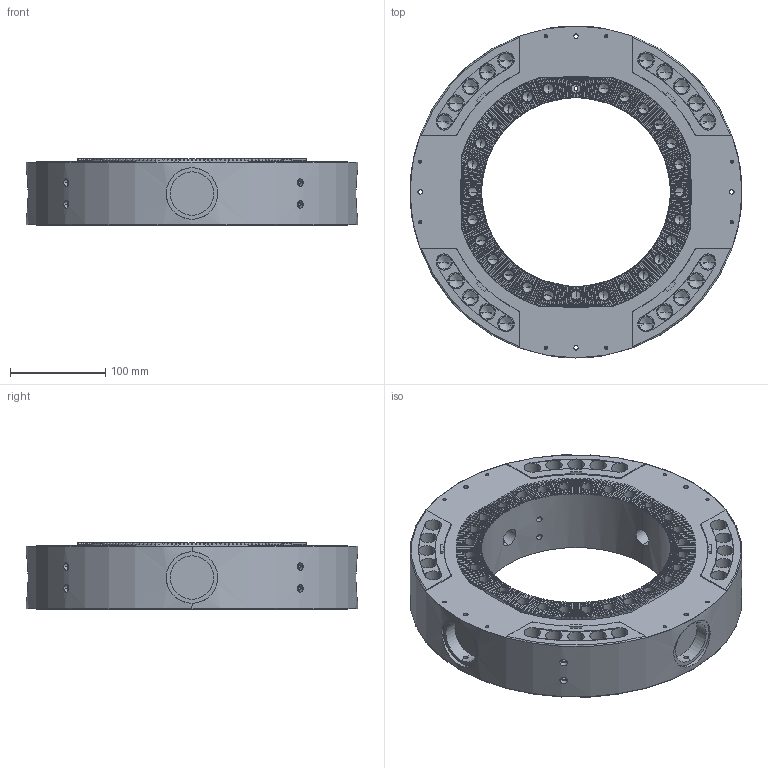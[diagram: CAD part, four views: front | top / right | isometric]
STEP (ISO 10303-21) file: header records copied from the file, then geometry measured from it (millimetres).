
FILE_DESCRIPTION (( 'STEP AP214' ), '1' );
FILE_NAME ('SWIFT_40T_100-363-718.step', '2017-11-07T19:14:21', ( '' ), ( '' ), 'SwSTEP 2.0', 'SolidWorks 2016', '' );
FILE_SCHEMA (( 'AUTOMOTIVE_DESIGN' ));
Length unit declared in the file: inch
Products named in the file (1): SWIFT_40T_100-363-718
Bounding box: 349.25 x 349.25 x 70.48 mm (x, y, z)
Volume: 3749064.3 mm3; surface area: 406570.7 mm2
Topology: 1 solids, 1 shells, 2027 faces, 5556 edges, 3565 vertices
Faces by surface type: cylinder 846, plane 781, cone 396, torus 4
Entity records: 71323 total; most frequent: CARTESIAN_POINT 25356, ORIENTED_EDGE 10840, DIRECTION 8307, EDGE_CURVE 5420, VERTEX_POINT 3565, AXIS2_PLACEMENT_3D 3392, EDGE_LOOP 2241, ADVANCED_FACE 2027
